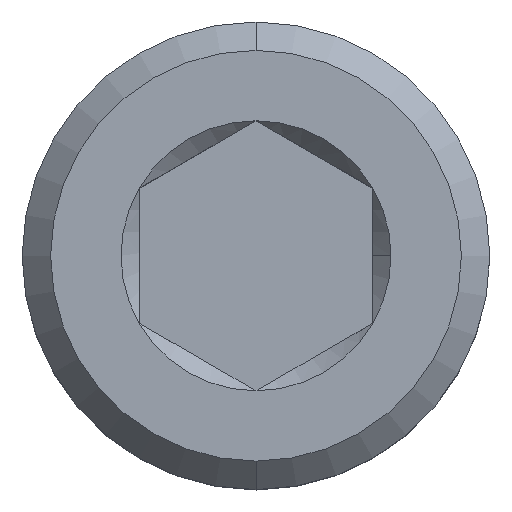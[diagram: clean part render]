
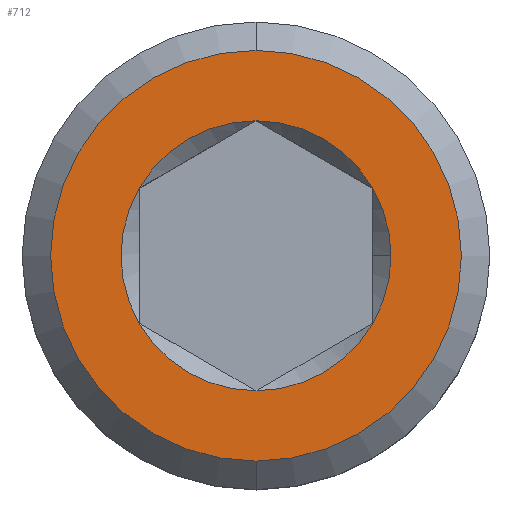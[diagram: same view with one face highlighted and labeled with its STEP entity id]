
A CAD part, top view. The second image highlights one B-rep face of the part: STEP entity #712.
In plain terms, the highlighted planar face has unit normal (0, 0, 1).
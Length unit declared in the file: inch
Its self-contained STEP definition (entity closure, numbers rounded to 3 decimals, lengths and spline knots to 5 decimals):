
#6 = CARTESIAN_POINT ( 'NONE',  ( 0., 0., 0.345 ) ) ;
#8 = CIRCLE ( 'NONE', #653, 0.09021 ) ;
#12 = CARTESIAN_POINT ( 'NONE',  ( -0.07812, 0.04511, 0.345 ) ) ;
#19 = CIRCLE ( 'NONE', #703, 0.09021 ) ;
#33 = EDGE_LOOP ( 'NONE', ( #705, #475, #115, #717, #234, #178, #376 ) ) ;
#37 = DIRECTION ( 'NONE',  ( 0., 1., 0. ) ) ;
#50 = EDGE_CURVE ( 'NONE', #816, #398, #19, .T. ) ;
#65 = EDGE_CURVE ( 'NONE', #153, #93, #585, .T. ) ;
#73 = CIRCLE ( 'NONE', #164, 0.09021 ) ;
#75 = CARTESIAN_POINT ( 'NONE',  ( 0., 0., 0.345 ) ) ;
#79 = DIRECTION ( 'NONE',  ( 0., 0., 1. ) ) ;
#83 = AXIS2_PLACEMENT_3D ( 'NONE', #254, #309, #753 ) ;
#84 = DIRECTION ( 'NONE',  ( 1., 0., 0. ) ) ;
#86 = AXIS2_PLACEMENT_3D ( 'NONE', #781, #79, #205 ) ;
#88 = FACE_OUTER_BOUND ( 'NONE', #371, .T. ) ;
#91 = DIRECTION ( 'NONE',  ( 0., 1., 0. ) ) ;
#93 = VERTEX_POINT ( 'NONE', #447 ) ;
#115 = ORIENTED_EDGE ( 'NONE', *, *, #50, .T. ) ;
#134 = CARTESIAN_POINT ( 'NONE',  ( 0., 0., 0.345 ) ) ;
#149 = VERTEX_POINT ( 'NONE', #571 ) ;
#153 = VERTEX_POINT ( 'NONE', #12 ) ;
#156 = CARTESIAN_POINT ( 'NONE',  ( 0.09021, 0., 0.345 ) ) ;
#161 = CARTESIAN_POINT ( 'NONE',  ( 0., -0.09021, 0.345 ) ) ;
#164 = AXIS2_PLACEMENT_3D ( 'NONE', #446, #182, #504 ) ;
#168 = CARTESIAN_POINT ( 'NONE',  ( 0., 0., 0.345 ) ) ;
#175 = AXIS2_PLACEMENT_3D ( 'NONE', #75, #338, #91 ) ;
#178 = ORIENTED_EDGE ( 'NONE', *, *, #277, .T. ) ;
#182 = DIRECTION ( 'NONE',  ( 0., 0., -1. ) ) ;
#186 = DIRECTION ( 'NONE',  ( 0., 0., -1. ) ) ;
#188 = DIRECTION ( 'NONE',  ( 0., 0., -1. ) ) ;
#199 = CARTESIAN_POINT ( 'NONE',  ( 0., 0., 0.345 ) ) ;
#205 = DIRECTION ( 'NONE',  ( 0., -1., 0. ) ) ;
#234 = ORIENTED_EDGE ( 'NONE', *, *, #558, .T. ) ;
#237 = AXIS2_PLACEMENT_3D ( 'NONE', #6, #568, #251 ) ;
#251 = DIRECTION ( 'NONE',  ( 1., 0., 0. ) ) ;
#254 = CARTESIAN_POINT ( 'NONE',  ( 0., 0., 0.345 ) ) ;
#269 = FACE_BOUND ( 'NONE', #33, .T. ) ;
#274 = VERTEX_POINT ( 'NONE', #713 ) ;
#277 = EDGE_CURVE ( 'NONE', #463, #153, #718, .T. ) ;
#278 = CIRCLE ( 'NONE', #377, 0.09021 ) ;
#293 = AXIS2_PLACEMENT_3D ( 'NONE', #397, #648, #84 ) ;
#309 = DIRECTION ( 'NONE',  ( 0., 0., -1. ) ) ;
#330 = VERTEX_POINT ( 'NONE', #161 ) ;
#338 = DIRECTION ( 'NONE',  ( 0., 0., -1. ) ) ;
#370 = DIRECTION ( 'NONE',  ( 0., 0., -1. ) ) ;
#371 = EDGE_LOOP ( 'NONE', ( #455, #803 ) ) ;
#376 = ORIENTED_EDGE ( 'NONE', *, *, #65, .T. ) ;
#377 = AXIS2_PLACEMENT_3D ( 'NONE', #199, #458, #523 ) ;
#397 = CARTESIAN_POINT ( 'NONE',  ( 0., 0., 0.345 ) ) ;
#398 = VERTEX_POINT ( 'NONE', #557 ) ;
#404 = PLANE ( 'NONE',  #86 ) ;
#432 = EDGE_CURVE ( 'NONE', #742, #274, #551, .T. ) ;
#437 = CARTESIAN_POINT ( 'NONE',  ( -0.07812, -0.04511, 0.345 ) ) ;
#446 = CARTESIAN_POINT ( 'NONE',  ( 0., 0., 0.345 ) ) ;
#447 = CARTESIAN_POINT ( 'NONE',  ( 0., 0.09021, 0.345 ) ) ;
#449 = CARTESIAN_POINT ( 'NONE',  ( 0., 0., 0.345 ) ) ;
#455 = ORIENTED_EDGE ( 'NONE', *, *, #701, .F. ) ;
#458 = DIRECTION ( 'NONE',  ( 0., 0., -1. ) ) ;
#463 = VERTEX_POINT ( 'NONE', #437 ) ;
#475 = ORIENTED_EDGE ( 'NONE', *, *, #508, .T. ) ;
#489 = CARTESIAN_POINT ( 'NONE',  ( 0., -0.13725, 0.345 ) ) ;
#504 = DIRECTION ( 'NONE',  ( 1., 0., 0. ) ) ;
#508 = EDGE_CURVE ( 'NONE', #149, #816, #811, .T. ) ;
#513 = DIRECTION ( 'NONE',  ( 1., 0., 0. ) ) ;
#523 = DIRECTION ( 'NONE',  ( 1., 0., 0. ) ) ;
#551 = CIRCLE ( 'NONE', #765, 0.13725 ) ;
#553 = EDGE_CURVE ( 'NONE', #93, #149, #8, .T. ) ;
#557 = CARTESIAN_POINT ( 'NONE',  ( 0.07812, -0.04511, 0.345 ) ) ;
#558 = EDGE_CURVE ( 'NONE', #330, #463, #73, .T. ) ;
#568 = DIRECTION ( 'NONE',  ( 0., 0., -1. ) ) ;
#571 = CARTESIAN_POINT ( 'NONE',  ( 0.07812, 0.04511, 0.345 ) ) ;
#585 = CIRCLE ( 'NONE', #83, 0.09021 ) ;
#622 = CIRCLE ( 'NONE', #175, 0.13725 ) ;
#648 = DIRECTION ( 'NONE',  ( 0., 0., -1. ) ) ;
#653 = AXIS2_PLACEMENT_3D ( 'NONE', #449, #188, #513 ) ;
#701 = EDGE_CURVE ( 'NONE', #274, #742, #622, .T. ) ;
#703 = AXIS2_PLACEMENT_3D ( 'NONE', #134, #186, #704 ) ;
#704 = DIRECTION ( 'NONE',  ( 1., 0., 0. ) ) ;
#705 = ORIENTED_EDGE ( 'NONE', *, *, #553, .T. ) ;
#712 = ADVANCED_FACE ( 'NONE', ( #88, #269 ), #404, .T. ) ;
#713 = CARTESIAN_POINT ( 'NONE',  ( 0., 0.13725, 0.345 ) ) ;
#717 = ORIENTED_EDGE ( 'NONE', *, *, #732, .T. ) ;
#718 = CIRCLE ( 'NONE', #293, 0.09021 ) ;
#732 = EDGE_CURVE ( 'NONE', #398, #330, #278, .T. ) ;
#742 = VERTEX_POINT ( 'NONE', #489 ) ;
#753 = DIRECTION ( 'NONE',  ( 1., 0., 0. ) ) ;
#765 = AXIS2_PLACEMENT_3D ( 'NONE', #168, #370, #37 ) ;
#781 = CARTESIAN_POINT ( 'NONE',  ( 0., 0., 0.345 ) ) ;
#803 = ORIENTED_EDGE ( 'NONE', *, *, #432, .F. ) ;
#811 = CIRCLE ( 'NONE', #237, 0.09021 ) ;
#816 = VERTEX_POINT ( 'NONE', #156 ) ;
